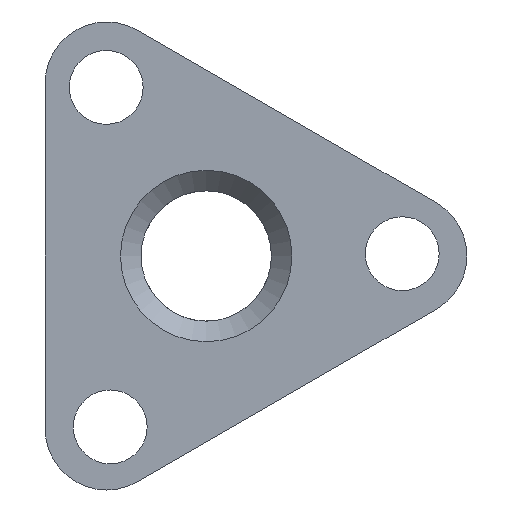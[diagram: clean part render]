
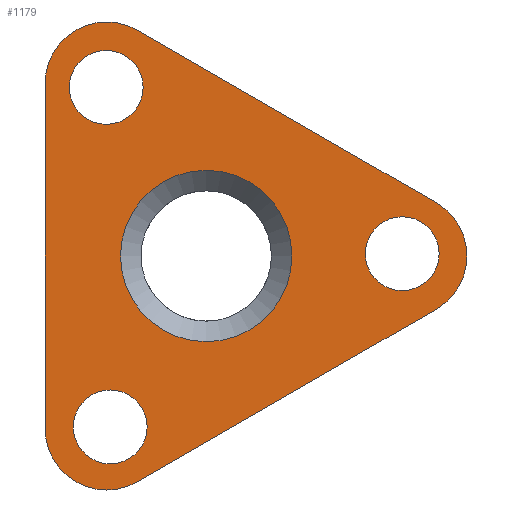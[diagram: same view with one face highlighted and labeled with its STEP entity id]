
A CAD part, left-side view. The second image highlights one B-rep face of the part: STEP entity #1179.
In plain terms, the highlighted planar face has unit normal (-1, 0, 0).
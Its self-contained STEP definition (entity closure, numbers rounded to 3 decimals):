
#40=FACE_BOUND('',#332,.T.);
#41=FACE_BOUND('',#333,.T.);
#42=FACE_BOUND('',#334,.T.);
#43=FACE_BOUND('',#335,.T.);
#84=LINE('',#2007,#134);
#88=LINE('',#2019,#138);
#92=LINE('',#2030,#142);
#134=VECTOR('',#1532,10.);
#138=VECTOR('',#1544,10.);
#142=VECTOR('',#1556,10.);
#181=PLANE('',#1379);
#262=FACE_OUTER_BOUND('',#331,.T.);
#331=EDGE_LOOP('',(#1002,#1003,#1004,#1005,#1006,#1007));
#332=EDGE_LOOP('',(#1008,#1009));
#333=EDGE_LOOP('',(#1010,#1011));
#334=EDGE_LOOP('',(#1012,#1013));
#335=EDGE_LOOP('',(#1014));
#366=CIRCLE('',#1308,1.8);
#367=CIRCLE('',#1309,1.8);
#369=CIRCLE('',#1312,1.8);
#370=CIRCLE('',#1313,1.8);
#372=CIRCLE('',#1316,1.8);
#373=CIRCLE('',#1317,1.8);
#375=CIRCLE('',#1320,3.);
#377=CIRCLE('',#1324,3.);
#379=CIRCLE('',#1328,3.);
#402=CIRCLE('',#1378,4.175);
#501=VERTEX_POINT('',#1973);
#502=VERTEX_POINT('',#1974);
#504=VERTEX_POINT('',#1981);
#505=VERTEX_POINT('',#1982);
#507=VERTEX_POINT('',#1989);
#508=VERTEX_POINT('',#1990);
#510=VERTEX_POINT('',#1997);
#511=VERTEX_POINT('',#1998);
#514=VERTEX_POINT('',#2006);
#516=VERTEX_POINT('',#2012);
#518=VERTEX_POINT('',#2018);
#520=VERTEX_POINT('',#2024);
#549=VERTEX_POINT('',#2270);
#627=EDGE_CURVE('',#501,#502,#366,.T.);
#628=EDGE_CURVE('',#502,#501,#367,.T.);
#631=EDGE_CURVE('',#504,#505,#369,.T.);
#632=EDGE_CURVE('',#505,#504,#370,.T.);
#635=EDGE_CURVE('',#507,#508,#372,.T.);
#636=EDGE_CURVE('',#508,#507,#373,.T.);
#639=EDGE_CURVE('',#510,#511,#375,.T.);
#643=EDGE_CURVE('',#514,#510,#84,.T.);
#646=EDGE_CURVE('',#516,#514,#377,.T.);
#649=EDGE_CURVE('',#518,#516,#88,.T.);
#652=EDGE_CURVE('',#520,#518,#379,.T.);
#655=EDGE_CURVE('',#511,#520,#92,.T.);
#710=EDGE_CURVE('',#549,#549,#402,.T.);
#1002=ORIENTED_EDGE('',*,*,#655,.F.);
#1003=ORIENTED_EDGE('',*,*,#639,.F.);
#1004=ORIENTED_EDGE('',*,*,#643,.F.);
#1005=ORIENTED_EDGE('',*,*,#646,.F.);
#1006=ORIENTED_EDGE('',*,*,#649,.F.);
#1007=ORIENTED_EDGE('',*,*,#652,.F.);
#1008=ORIENTED_EDGE('',*,*,#627,.T.);
#1009=ORIENTED_EDGE('',*,*,#628,.T.);
#1010=ORIENTED_EDGE('',*,*,#631,.T.);
#1011=ORIENTED_EDGE('',*,*,#632,.T.);
#1012=ORIENTED_EDGE('',*,*,#635,.T.);
#1013=ORIENTED_EDGE('',*,*,#636,.T.);
#1014=ORIENTED_EDGE('',*,*,#710,.F.);
#1179=ADVANCED_FACE('',(#262,#40,#41,#42,#43),#181,.T.);
#1308=AXIS2_PLACEMENT_3D('',#1975,#1497,#1498);
#1309=AXIS2_PLACEMENT_3D('',#1976,#1499,#1500);
#1312=AXIS2_PLACEMENT_3D('',#1983,#1506,#1507);
#1313=AXIS2_PLACEMENT_3D('',#1984,#1508,#1509);
#1316=AXIS2_PLACEMENT_3D('',#1991,#1515,#1516);
#1317=AXIS2_PLACEMENT_3D('',#1992,#1517,#1518);
#1320=AXIS2_PLACEMENT_3D('',#1999,#1524,#1525);
#1324=AXIS2_PLACEMENT_3D('',#2013,#1537,#1538);
#1328=AXIS2_PLACEMENT_3D('',#2025,#1549,#1550);
#1378=AXIS2_PLACEMENT_3D('',#2271,#1666,#1667);
#1379=AXIS2_PLACEMENT_3D('',#2273,#1669,#1670);
#1497=DIRECTION('center_axis',(1.,0.,0.));
#1498=DIRECTION('ref_axis',(0.,0.866,-0.5));
#1499=DIRECTION('center_axis',(1.,0.,0.));
#1500=DIRECTION('ref_axis',(0.,0.866,-0.5));
#1506=DIRECTION('center_axis',(1.,0.,0.));
#1507=DIRECTION('ref_axis',(0.,-0.866,-0.5));
#1508=DIRECTION('center_axis',(1.,0.,0.));
#1509=DIRECTION('ref_axis',(0.,-0.866,-0.5));
#1515=DIRECTION('center_axis',(1.,0.,0.));
#1516=DIRECTION('ref_axis',(0.,0.,1.));
#1517=DIRECTION('center_axis',(1.,0.,0.));
#1518=DIRECTION('ref_axis',(0.,0.,1.));
#1524=DIRECTION('center_axis',(1.,0.,0.));
#1525=DIRECTION('ref_axis',(0.,0.5,0.866));
#1532=DIRECTION('',(0.,-0.866,-0.5));
#1537=DIRECTION('center_axis',(1.,0.,0.));
#1538=DIRECTION('ref_axis',(0.,0.5,-0.866));
#1544=DIRECTION('',(0.,0.,1.));
#1549=DIRECTION('center_axis',(1.,0.,0.));
#1550=DIRECTION('ref_axis',(0.,-1.,0.));
#1556=DIRECTION('',(0.,0.866,-0.5));
#1666=DIRECTION('center_axis',(-1.,0.,0.));
#1667=DIRECTION('ref_axis',(0.,0.,-1.));
#1669=DIRECTION('center_axis',(-1.,0.,0.));
#1670=DIRECTION('ref_axis',(0.,0.,1.));
#1973=CARTESIAN_POINT('',(0.,6.237,-9.226));
#1974=CARTESIAN_POINT('',(0.,3.119,-7.426));
#1975=CARTESIAN_POINT('Origin',(0.,4.678,-8.326));
#1976=CARTESIAN_POINT('Origin',(0.,4.678,-8.326));
#1981=CARTESIAN_POINT('',(0.,-11.108,-0.788));
#1982=CARTESIAN_POINT('',(0.,-7.99,1.012));
#1983=CARTESIAN_POINT('Origin',(0.,-9.549,0.112));
#1984=CARTESIAN_POINT('Origin',(0.,-9.549,0.112));
#1989=CARTESIAN_POINT('',(0.,4.872,10.014));
#1990=CARTESIAN_POINT('',(0.,4.872,6.414));
#1991=CARTESIAN_POINT('Origin',(0.,4.872,8.214));
#1992=CARTESIAN_POINT('Origin',(0.,4.872,8.214));
#1997=CARTESIAN_POINT('',(0.,-11.2,2.598));
#1998=CARTESIAN_POINT('',(0.,-11.2,-2.598));
#1999=CARTESIAN_POINT('Origin',(0.,-9.7,0.));
#2006=CARTESIAN_POINT('',(0.,3.35,10.999));
#2007=CARTESIAN_POINT('',(0.,3.35,10.999));
#2012=CARTESIAN_POINT('',(0.,7.85,8.4));
#2013=CARTESIAN_POINT('Origin',(0.,4.85,8.4));
#2018=CARTESIAN_POINT('',(0.,7.85,-8.4));
#2019=CARTESIAN_POINT('',(0.,7.85,-8.4));
#2024=CARTESIAN_POINT('',(0.,3.35,-10.999));
#2025=CARTESIAN_POINT('Origin',(0.,4.85,-8.4));
#2030=CARTESIAN_POINT('',(0.,-11.2,-2.598));
#2270=CARTESIAN_POINT('',(0.,0.,4.175));
#2271=CARTESIAN_POINT('Origin',(0.,0.,0.));
#2273=CARTESIAN_POINT('Origin',(0.,4.75,0.));
